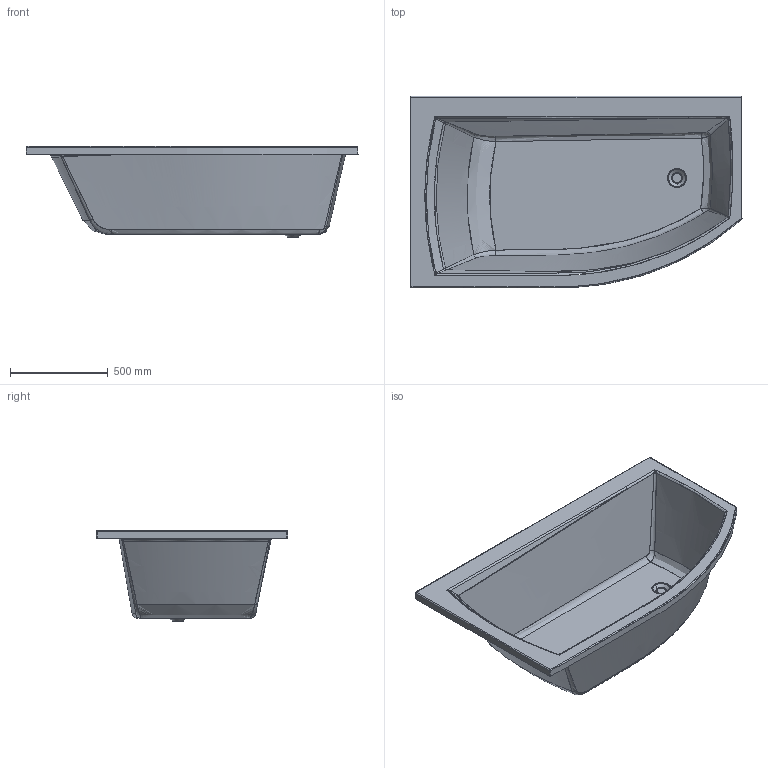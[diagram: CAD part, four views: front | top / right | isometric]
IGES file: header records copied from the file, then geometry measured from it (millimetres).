
Start section: SolidWorks IGES file using analytic representation for surfaces
Global section: file name: 58HThera_new_170_98_L_igs.igs; native system: Rhinoceros ( Jan 29 2013 ); preprocessor: Trout Lake IGES 012 Jan 29 2013; date: 130214.061954; units: millimetre
Bounding box: 1700 x 980.01 x 466 mm (x, y, z)
Surface area: 3043208.4 mm2 (no closed solid volume)
Topology: 0 solids, 0 shells, 78 faces, 2028 edges, 2024 vertices
Faces by surface type: bspline 78
